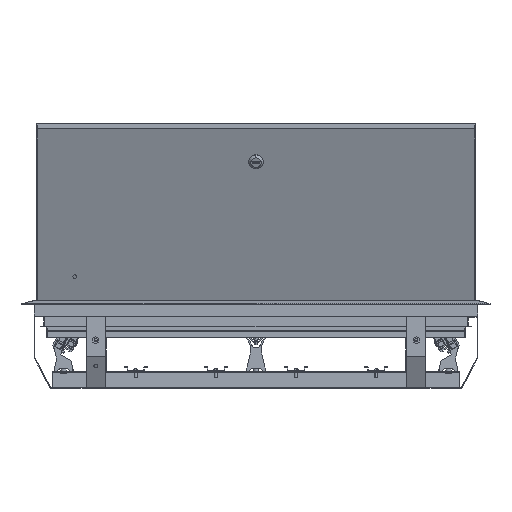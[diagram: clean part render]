
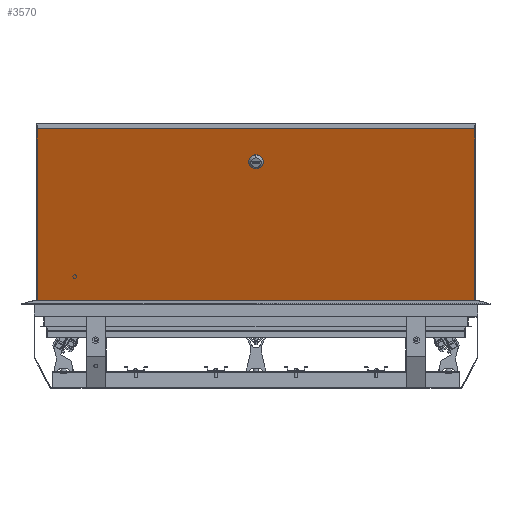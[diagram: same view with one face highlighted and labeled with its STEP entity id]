
A CAD part, left-side view. The second image highlights one B-rep face of the part: STEP entity #3570.
In plain terms, the highlighted face is planar.
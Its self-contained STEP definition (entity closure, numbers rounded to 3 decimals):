
#235 = CARTESIAN_POINT ( 'NONE',  ( 0., 0., 0. ) ) ;
#604 = DIRECTION ( 'NONE',  ( 1., 0., 0. ) ) ;
#1409 = EDGE_CURVE ( 'NONE', #8637, #27360, #31617, .T. ) ;
#2159 = ORIENTED_EDGE ( 'NONE', *, *, #26908, .T. ) ;
#3570 = ADVANCED_FACE ( 'NONE', ( #23993, #8686 ), #15527, .T. ) ;
#3625 = VECTOR ( 'NONE', #604, 1000. ) ;
#4136 = ORIENTED_EDGE ( 'NONE', *, *, #1409, .T. ) ;
#4421 = DIRECTION ( 'NONE',  ( -1., 0., 0. ) ) ;
#4777 = DIRECTION ( 'NONE',  ( 0., 0., 1. ) ) ;
#7126 = AXIS2_PLACEMENT_3D ( 'NONE', #18337, #12610, #31369 ) ;
#7585 = CIRCLE ( 'NONE', #7126, 11.5 ) ;
#7626 = DIRECTION ( 'NONE',  ( 0., -1., 0. ) ) ;
#8038 = VERTEX_POINT ( 'NONE', #28352 ) ;
#8370 = CARTESIAN_POINT ( 'NONE',  ( -153., 342.5, 0. ) ) ;
#8637 = VERTEX_POINT ( 'NONE', #32768 ) ;
#8686 = FACE_OUTER_BOUND ( 'NONE', #33673, .T. ) ;
#9130 = EDGE_CURVE ( 'NONE', #17699, #32745, #17745, .T. ) ;
#9266 = DIRECTION ( 'NONE',  ( 1., 0., 0. ) ) ;
#9773 = ORIENTED_EDGE ( 'NONE', *, *, #20830, .T. ) ;
#10097 = CARTESIAN_POINT ( 'NONE',  ( -98., 0., 0. ) ) ;
#12405 = DIRECTION ( 'NONE',  ( 0., 1., 0. ) ) ;
#12610 = DIRECTION ( 'NONE',  ( 0., 0., 1. ) ) ;
#13430 = VECTOR ( 'NONE', #7626, 1000. ) ;
#14377 = CARTESIAN_POINT ( 'NONE',  ( -153., 342.5, 0. ) ) ;
#14410 = CARTESIAN_POINT ( 'NONE',  ( -86.5, 0., 0. ) ) ;
#14676 = CARTESIAN_POINT ( 'NONE',  ( -153., 342.5, 0. ) ) ;
#15280 = LINE ( 'NONE', #27737, #28306 ) ;
#15527 = PLANE ( 'NONE',  #34064 ) ;
#17699 = VERTEX_POINT ( 'NONE', #33002 ) ;
#17745 = CIRCLE ( 'NONE', #23962, 11.5 ) ;
#18128 = CARTESIAN_POINT ( 'NONE',  ( -153., -342.5, 0. ) ) ;
#18139 = VECTOR ( 'NONE', #4421, 1000. ) ;
#18337 = CARTESIAN_POINT ( 'NONE',  ( -98., 0., 0. ) ) ;
#19266 = EDGE_CURVE ( 'NONE', #32745, #17699, #7585, .T. ) ;
#19746 = DIRECTION ( 'NONE',  ( 1., 0., 0. ) ) ;
#20830 = EDGE_CURVE ( 'NONE', #8038, #8637, #15280, .T. ) ;
#21406 = EDGE_LOOP ( 'NONE', ( #31558, #28543 ) ) ;
#22938 = LINE ( 'NONE', #14377, #13430 ) ;
#23539 = VERTEX_POINT ( 'NONE', #31474 ) ;
#23962 = AXIS2_PLACEMENT_3D ( 'NONE', #10097, #31077, #19746 ) ;
#23987 = ORIENTED_EDGE ( 'NONE', *, *, #26447, .T. ) ;
#23993 = FACE_BOUND ( 'NONE', #21406, .T. ) ;
#25457 = LINE ( 'NONE', #18128, #3625 ) ;
#26447 = EDGE_CURVE ( 'NONE', #27360, #23539, #22938, .T. ) ;
#26908 = EDGE_CURVE ( 'NONE', #23539, #8038, #25457, .T. ) ;
#27360 = VERTEX_POINT ( 'NONE', #8370 ) ;
#27737 = CARTESIAN_POINT ( 'NONE',  ( 153., 342.5, 0. ) ) ;
#28306 = VECTOR ( 'NONE', #12405, 1000. ) ;
#28352 = CARTESIAN_POINT ( 'NONE',  ( 153., -342.5, 0. ) ) ;
#28543 = ORIENTED_EDGE ( 'NONE', *, *, #9130, .F. ) ;
#31077 = DIRECTION ( 'NONE',  ( 0., 0., 1. ) ) ;
#31369 = DIRECTION ( 'NONE',  ( 1., 0., 0. ) ) ;
#31474 = CARTESIAN_POINT ( 'NONE',  ( -153., -342.5, 0. ) ) ;
#31558 = ORIENTED_EDGE ( 'NONE', *, *, #19266, .F. ) ;
#31617 = LINE ( 'NONE', #14676, #18139 ) ;
#32745 = VERTEX_POINT ( 'NONE', #14410 ) ;
#32768 = CARTESIAN_POINT ( 'NONE',  ( 153., 342.5, 0. ) ) ;
#33002 = CARTESIAN_POINT ( 'NONE',  ( -109.5, 0., 0. ) ) ;
#33673 = EDGE_LOOP ( 'NONE', ( #23987, #2159, #9773, #4136 ) ) ;
#34064 = AXIS2_PLACEMENT_3D ( 'NONE', #235, #4777, #9266 ) ;
